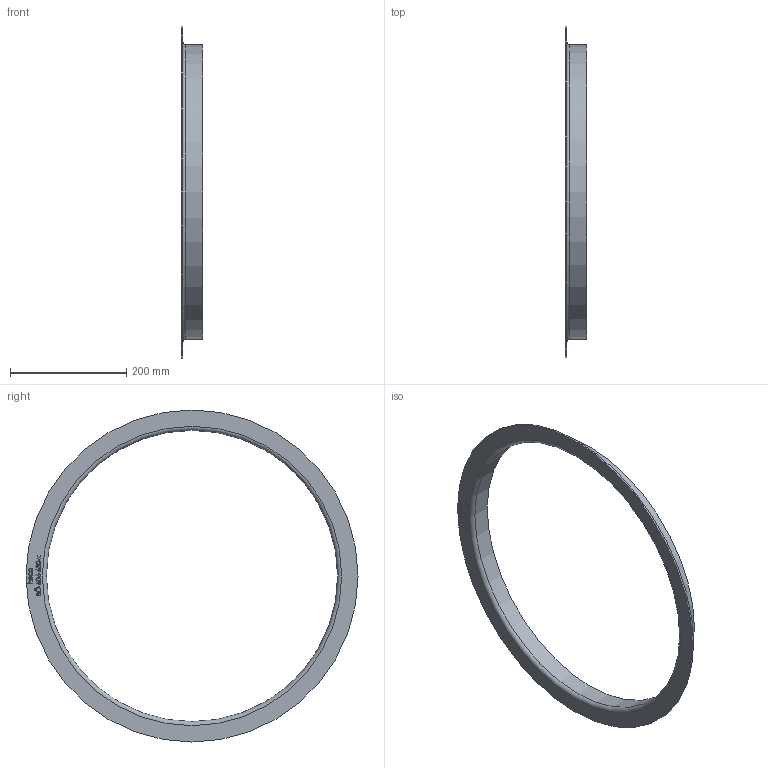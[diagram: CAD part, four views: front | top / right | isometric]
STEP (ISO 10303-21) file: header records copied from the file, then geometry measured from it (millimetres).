
FILE_DESCRIPTION (( 'STEP AP214' ), '1' );
FILE_NAME ('BÖ-506-630-x Vorschweissbördel 2011.STEP', '2020-11-27T09:32:35', ( '' ), ( '' ), 'SwSTEP 2.0', 'SolidWorks 2019', '' );
FILE_SCHEMA (( 'AUTOMOTIVE_DESIGN' ));
Length unit declared in the file: millimetre
Products named in the file (1): BÖ-506-630-x Vorschweissbördel 2011
Bounding box: 37 x 570 x 570 mm (x, y, z)
Volume: 326511.2 mm3; surface area: 227791.4 mm2
Topology: 1 solids, 1 shells, 214 faces, 551 edges, 367 vertices
Faces by surface type: bspline 118, plane 91, cylinder 3, torus 2
Full cylindrical faces by diameter (mm): 500 x1, 506 x1, 570 x1
Entity records: 15262 total; most frequent: CARTESIAN_POINT 8668, ORIENTED_EDGE 1090, EDGE_CURVE 545, DIRECTION 511, VERTEX_POINT 366, VECTOR 301, LINE 301, EDGE_LOOP 249
